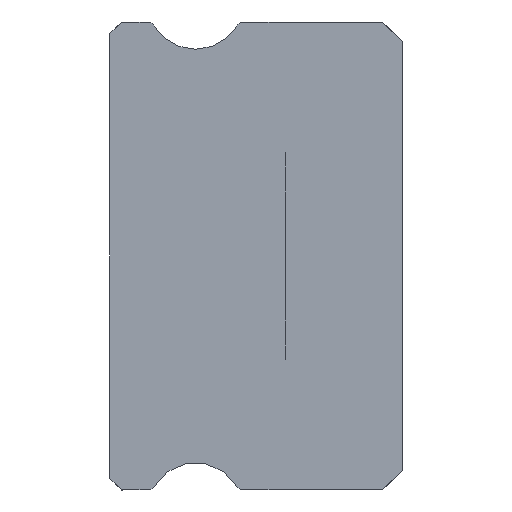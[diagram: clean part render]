
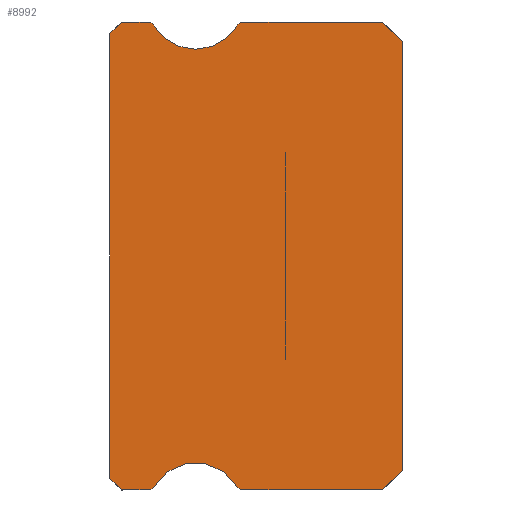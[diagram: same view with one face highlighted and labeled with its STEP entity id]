
A CAD part, left-side view. The second image highlights one B-rep face of the part: STEP entity #8992.
In plain terms, the highlighted planar face has unit normal (-1, 0, 0).
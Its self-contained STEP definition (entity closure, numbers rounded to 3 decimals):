
#193 = DIRECTION ( 'NONE',  ( 0., 0., -1. ) ) ;
#251 = CARTESIAN_POINT ( 'NONE',  ( -7.5, 6.512, 6. ) ) ;
#476 = DIRECTION ( 'NONE',  ( 0., 1., 0. ) ) ;
#573 = DIRECTION ( 'NONE',  ( 1., 0., 0. ) ) ;
#610 = CIRCLE ( 'NONE', #9397, 0.15 ) ;
#614 = VERTEX_POINT ( 'NONE', #3454 ) ;
#750 = CARTESIAN_POINT ( 'NONE',  ( -7.5, 6.512, 6. ) ) ;
#1092 = ORIENTED_EDGE ( 'NONE', *, *, #4486, .T. ) ;
#1234 = EDGE_CURVE ( 'NONE', #7014, #9615, #3662, .T. ) ;
#1235 = VERTEX_POINT ( 'NONE', #2174 ) ;
#1310 = VECTOR ( 'NONE', #9895, 1000. ) ;
#1311 = VECTOR ( 'NONE', #9529, 1000. ) ;
#1322 = ORIENTED_EDGE ( 'NONE', *, *, #6250, .F. ) ;
#1556 = CIRCLE ( 'NONE', #4538, 1.25 ) ;
#1562 = VECTOR ( 'NONE', #4655, 1000. ) ;
#1820 = CARTESIAN_POINT ( 'NONE',  ( -7.5, 4.088, -6. ) ) ;
#1914 = VECTOR ( 'NONE', #6053, 1000. ) ;
#2018 = CARTESIAN_POINT ( 'NONE',  ( -7.5, 0., -5.5 ) ) ;
#2076 = CARTESIAN_POINT ( 'NONE',  ( -7.5, 4.088, 5.85 ) ) ;
#2095 = CARTESIAN_POINT ( 'NONE',  ( -7.5, 7.2, -6. ) ) ;
#2174 = CARTESIAN_POINT ( 'NONE',  ( -7.5, 7.5, 5.7 ) ) ;
#2342 = EDGE_CURVE ( 'NONE', #8261, #10587, #10683, .T. ) ;
#2355 = CARTESIAN_POINT ( 'NONE',  ( -7.5, 4.217, -5.925 ) ) ;
#2426 = DIRECTION ( 'NONE',  ( -1., 0., 0. ) ) ;
#2429 = CARTESIAN_POINT ( 'NONE',  ( -7.5, 7.5, 5.85 ) ) ;
#2501 = EDGE_LOOP ( 'NONE', ( #8867, #3533, #1092, #7623, #7956, #9970, #6980, #9160, #3638, #5099, #4606, #1322, #9573, #5485, #5646, #6983, #6256 ) ) ;
#2634 = VECTOR ( 'NONE', #5664, 1000. ) ;
#2646 = EDGE_CURVE ( 'NONE', #614, #6017, #610, .T. ) ;
#2720 = EDGE_CURVE ( 'NONE', #8261, #3784, #10643, .T. ) ;
#2727 = DIRECTION ( 'NONE',  ( 0., -1., 0. ) ) ;
#2781 = CIRCLE ( 'NONE', #5570, 0.15 ) ;
#2823 = DIRECTION ( 'NONE',  ( 1., 0., 0. ) ) ;
#2858 = EDGE_CURVE ( 'NONE', #4148, #1235, #7412, .T. ) ;
#3019 = VECTOR ( 'NONE', #476, 1000. ) ;
#3036 = DIRECTION ( 'NONE',  ( 0., 0., -1. ) ) ;
#3056 = EDGE_CURVE ( 'NONE', #3670, #10451, #7785, .T. ) ;
#3402 = CARTESIAN_POINT ( 'NONE',  ( -7.5, 4.088, 6. ) ) ;
#3451 = AXIS2_PLACEMENT_3D ( 'NONE', #8123, #573, #6473 ) ;
#3454 = CARTESIAN_POINT ( 'NONE',  ( -7.5, 4.217, 5.925 ) ) ;
#3533 = ORIENTED_EDGE ( 'NONE', *, *, #2858, .F. ) ;
#3638 = ORIENTED_EDGE ( 'NONE', *, *, #3056, .F. ) ;
#3662 = LINE ( 'NONE', #6188, #1311 ) ;
#3670 = VERTEX_POINT ( 'NONE', #4518 ) ;
#3696 = AXIS2_PLACEMENT_3D ( 'NONE', #8727, #2823, #3036 ) ;
#3777 = DIRECTION ( 'NONE',  ( 0., 0., -1. ) ) ;
#3784 = VERTEX_POINT ( 'NONE', #10673 ) ;
#3934 = CARTESIAN_POINT ( 'NONE',  ( -7.5, 7.5, -5.7 ) ) ;
#4027 = DIRECTION ( 'NONE',  ( 0., 0., 1. ) ) ;
#4140 = EDGE_CURVE ( 'NONE', #5180, #6706, #2781, .T. ) ;
#4148 = VERTEX_POINT ( 'NONE', #3934 ) ;
#4248 = LINE ( 'NONE', #7583, #1914 ) ;
#4361 = VECTOR ( 'NONE', #6055, 1000. ) ;
#4418 = DIRECTION ( 'NONE',  ( 0., 0., -1. ) ) ;
#4486 = EDGE_CURVE ( 'NONE', #4148, #6435, #7788, .T. ) ;
#4513 = EDGE_CURVE ( 'NONE', #3784, #6506, #1556, .T. ) ;
#4518 = CARTESIAN_POINT ( 'NONE',  ( -7.5, 0., -5.5 ) ) ;
#4538 = AXIS2_PLACEMENT_3D ( 'NONE', #6970, #9502, #4418 ) ;
#4606 = ORIENTED_EDGE ( 'NONE', *, *, #1234, .F. ) ;
#4629 = DIRECTION ( 'NONE',  ( 0., 1., 0. ) ) ;
#4655 = DIRECTION ( 'NONE',  ( 0., 0.707, -0.707 ) ) ;
#4936 = DIRECTION ( 'NONE',  ( 1., 0., 0. ) ) ;
#5057 = LINE ( 'NONE', #750, #1310 ) ;
#5099 = ORIENTED_EDGE ( 'NONE', *, *, #8129, .T. ) ;
#5180 = VERTEX_POINT ( 'NONE', #1820 ) ;
#5324 = CARTESIAN_POINT ( 'NONE',  ( -7.5, 7.2, -6. ) ) ;
#5423 = VERTEX_POINT ( 'NONE', #5602 ) ;
#5425 = VECTOR ( 'NONE', #2727, 1000. ) ;
#5427 = DIRECTION ( 'NONE',  ( 1., 0., 0. ) ) ;
#5485 = ORIENTED_EDGE ( 'NONE', *, *, #8704, .F. ) ;
#5570 = AXIS2_PLACEMENT_3D ( 'NONE', #9089, #4936, #8931 ) ;
#5602 = CARTESIAN_POINT ( 'NONE',  ( -7.5, 6.512, -6. ) ) ;
#5610 = CARTESIAN_POINT ( 'NONE',  ( -7.5, 5.3, 5.3 ) ) ;
#5621 = AXIS2_PLACEMENT_3D ( 'NONE', #6912, #7743, #193 ) ;
#5646 = ORIENTED_EDGE ( 'NONE', *, *, #4513, .F. ) ;
#5664 = DIRECTION ( 'NONE',  ( 0., 0., 1. ) ) ;
#5671 = LINE ( 'NONE', #9863, #6664 ) ;
#5771 = DIRECTION ( 'NONE',  ( 0., 0., -1. ) ) ;
#5804 = CIRCLE ( 'NONE', #5621, 1.25 ) ;
#5887 = VECTOR ( 'NONE', #4629, 1000. ) ;
#6017 = VERTEX_POINT ( 'NONE', #3402 ) ;
#6053 = DIRECTION ( 'NONE',  ( 0., 0.707, -0.707 ) ) ;
#6055 = DIRECTION ( 'NONE',  ( 0., -0.707, -0.707 ) ) ;
#6188 = CARTESIAN_POINT ( 'NONE',  ( -7.5, 0.5, 6. ) ) ;
#6250 = EDGE_CURVE ( 'NONE', #6017, #7014, #5057, .T. ) ;
#6256 = ORIENTED_EDGE ( 'NONE', *, *, #2342, .T. ) ;
#6435 = VERTEX_POINT ( 'NONE', #2095 ) ;
#6473 = DIRECTION ( 'NONE',  ( 0., 0., -1. ) ) ;
#6493 = LINE ( 'NONE', #8025, #3019 ) ;
#6502 = DIRECTION ( 'NONE',  ( 1., 0., 0. ) ) ;
#6506 = VERTEX_POINT ( 'NONE', #5610 ) ;
#6638 = CARTESIAN_POINT ( 'NONE',  ( -7.5, 0.5, 6. ) ) ;
#6664 = VECTOR ( 'NONE', #4027, 1000. ) ;
#6706 = VERTEX_POINT ( 'NONE', #2355 ) ;
#6912 = CARTESIAN_POINT ( 'NONE',  ( -7.5, 5.3, 6.55 ) ) ;
#6970 = CARTESIAN_POINT ( 'NONE',  ( -7.5, 5.3, 6.55 ) ) ;
#6980 = ORIENTED_EDGE ( 'NONE', *, *, #4140, .F. ) ;
#6983 = ORIENTED_EDGE ( 'NONE', *, *, #2720, .F. ) ;
#7014 = VERTEX_POINT ( 'NONE', #6638 ) ;
#7398 = CARTESIAN_POINT ( 'NONE',  ( -7.5, 0., 5.5 ) ) ;
#7412 = LINE ( 'NONE', #2429, #2634 ) ;
#7583 = CARTESIAN_POINT ( 'NONE',  ( -7.5, 7.5, 5.7 ) ) ;
#7623 = ORIENTED_EDGE ( 'NONE', *, *, #10759, .T. ) ;
#7743 = DIRECTION ( 'NONE',  ( -1., 0., 0. ) ) ;
#7785 = LINE ( 'NONE', #2018, #1562 ) ;
#7788 = LINE ( 'NONE', #5324, #4361 ) ;
#7865 = CARTESIAN_POINT ( 'NONE',  ( -7.5, 6.383, -5.925 ) ) ;
#7956 = ORIENTED_EDGE ( 'NONE', *, *, #8468, .F. ) ;
#8025 = CARTESIAN_POINT ( 'NONE',  ( -7.5, 6.512, -6. ) ) ;
#8033 = DIRECTION ( 'NONE',  ( 0., 0., -1. ) ) ;
#8097 = PLANE ( 'NONE',  #9486 ) ;
#8123 = CARTESIAN_POINT ( 'NONE',  ( -7.5, 6.512, 5.85 ) ) ;
#8129 = EDGE_CURVE ( 'NONE', #3670, #9615, #5671, .T. ) ;
#8244 = AXIS2_PLACEMENT_3D ( 'NONE', #9949, #2426, #5771 ) ;
#8261 = VERTEX_POINT ( 'NONE', #251 ) ;
#8468 = EDGE_CURVE ( 'NONE', #10465, #5423, #10896, .T. ) ;
#8531 = LINE ( 'NONE', #9513, #5425 ) ;
#8538 = EDGE_CURVE ( 'NONE', #6706, #10465, #10206, .T. ) ;
#8704 = EDGE_CURVE ( 'NONE', #6506, #614, #5804, .T. ) ;
#8727 = CARTESIAN_POINT ( 'NONE',  ( -7.5, 6.512, -5.85 ) ) ;
#8867 = ORIENTED_EDGE ( 'NONE', *, *, #10541, .T. ) ;
#8912 = CARTESIAN_POINT ( 'NONE',  ( -7.5, 7.2, 6. ) ) ;
#8913 = CARTESIAN_POINT ( 'NONE',  ( -7.5, 6.512, 5.85 ) ) ;
#8931 = DIRECTION ( 'NONE',  ( 0., 0., -1. ) ) ;
#8992 = ADVANCED_FACE ( 'NONE', ( #10744 ), #8097, .F. ) ;
#9089 = CARTESIAN_POINT ( 'NONE',  ( -7.5, 4.088, -5.85 ) ) ;
#9160 = ORIENTED_EDGE ( 'NONE', *, *, #10310, .F. ) ;
#9217 = CARTESIAN_POINT ( 'NONE',  ( -7.5, 7.2, 6. ) ) ;
#9397 = AXIS2_PLACEMENT_3D ( 'NONE', #2076, #5427, #3777 ) ;
#9486 = AXIS2_PLACEMENT_3D ( 'NONE', #8913, #6502, #8033 ) ;
#9502 = DIRECTION ( 'NONE',  ( -1., 0., 0. ) ) ;
#9513 = CARTESIAN_POINT ( 'NONE',  ( -7.5, 6.512, -6. ) ) ;
#9529 = DIRECTION ( 'NONE',  ( 0., -0.707, -0.707 ) ) ;
#9573 = ORIENTED_EDGE ( 'NONE', *, *, #2646, .F. ) ;
#9615 = VERTEX_POINT ( 'NONE', #7398 ) ;
#9863 = CARTESIAN_POINT ( 'NONE',  ( -7.5, 0., 5.5 ) ) ;
#9895 = DIRECTION ( 'NONE',  ( 0., -1., 0. ) ) ;
#9949 = CARTESIAN_POINT ( 'NONE',  ( -7.5, 5.3, -6.55 ) ) ;
#9970 = ORIENTED_EDGE ( 'NONE', *, *, #8538, .F. ) ;
#10206 = CIRCLE ( 'NONE', #8244, 1.25 ) ;
#10266 = CARTESIAN_POINT ( 'NONE',  ( -7.5, 0.5, -6. ) ) ;
#10310 = EDGE_CURVE ( 'NONE', #10451, #5180, #6493, .T. ) ;
#10451 = VERTEX_POINT ( 'NONE', #10266 ) ;
#10465 = VERTEX_POINT ( 'NONE', #7865 ) ;
#10541 = EDGE_CURVE ( 'NONE', #10587, #1235, #4248, .T. ) ;
#10587 = VERTEX_POINT ( 'NONE', #9217 ) ;
#10643 = CIRCLE ( 'NONE', #3451, 0.15 ) ;
#10673 = CARTESIAN_POINT ( 'NONE',  ( -7.5, 6.383, 5.925 ) ) ;
#10683 = LINE ( 'NONE', #8912, #5887 ) ;
#10744 = FACE_OUTER_BOUND ( 'NONE', #2501, .T. ) ;
#10759 = EDGE_CURVE ( 'NONE', #6435, #5423, #8531, .T. ) ;
#10896 = CIRCLE ( 'NONE', #3696, 0.15 ) ;
